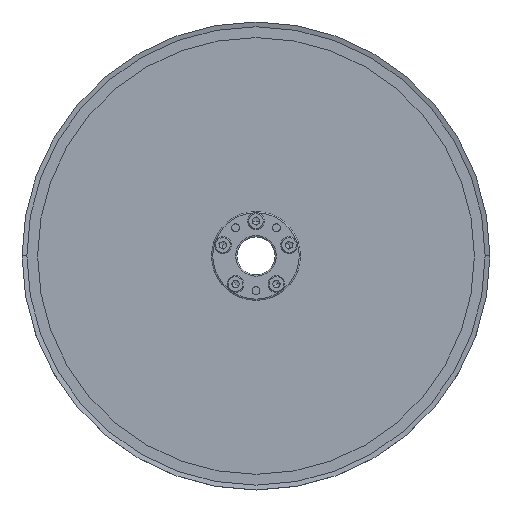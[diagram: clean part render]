
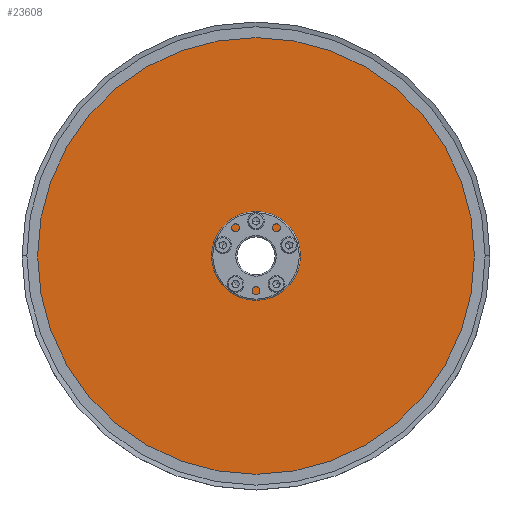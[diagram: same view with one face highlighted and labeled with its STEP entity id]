
A CAD part, top view. The second image highlights one B-rep face of the part: STEP entity #23608.
In plain terms, the highlighted planar face has unit normal (0, 0, 1).
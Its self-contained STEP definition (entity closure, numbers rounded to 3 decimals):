
#12 = VERTEX_POINT ( 'NONE', #19380 ) ;
#339 = CIRCLE ( 'NONE', #14031, 1.65 ) ;
#373 = ORIENTED_EDGE ( 'NONE', *, *, #17418, .F. ) ;
#592 = VERTEX_POINT ( 'NONE', #10569 ) ;
#853 = DIRECTION ( 'NONE',  ( 0., 0., 1. ) ) ;
#1043 = CARTESIAN_POINT ( 'NONE',  ( 0., 0., 22. ) ) ;
#1527 = ORIENTED_EDGE ( 'NONE', *, *, #26785, .F. ) ;
#2029 = CIRCLE ( 'NONE', #25527, 1.65 ) ;
#2064 = AXIS2_PLACEMENT_3D ( 'NONE', #19784, #17704, #20195 ) ;
#2177 = DIRECTION ( 'NONE',  ( 1., 0., 0. ) ) ;
#2266 = AXIS2_PLACEMENT_3D ( 'NONE', #17114, #19053, #23501 ) ;
#2586 = DIRECTION ( 'NONE',  ( 1., 0., 0. ) ) ;
#2757 = CARTESIAN_POINT ( 'NONE',  ( 9.237, 0., 22. ) ) ;
#2941 = PLANE ( 'NONE',  #21674 ) ;
#2966 = EDGE_LOOP ( 'NONE', ( #25299, #21420 ) ) ;
#3043 = DIRECTION ( 'NONE',  ( 1., 0., 0. ) ) ;
#3145 = VERTEX_POINT ( 'NONE', #14499 ) ;
#3513 = DIRECTION ( 'NONE',  ( 0., 0., 1. ) ) ;
#3856 = CARTESIAN_POINT ( 'NONE',  ( 0., 0., 22. ) ) ;
#4117 = DIRECTION ( 'NONE',  ( 1., 0., 0. ) ) ;
#4153 = CIRCLE ( 'NONE', #11221, 1.65 ) ;
#4252 = CARTESIAN_POINT ( 'NONE',  ( -8.523, -11.731, 22. ) ) ;
#4677 = DIRECTION ( 'NONE',  ( 0., 0., 1. ) ) ;
#4915 = DIRECTION ( 'NONE',  ( 0., 0., 1. ) ) ;
#5021 = FACE_BOUND ( 'NONE', #2966, .T. ) ;
#5249 = CARTESIAN_POINT ( 'NONE',  ( -91., 0., 22. ) ) ;
#5512 = CIRCLE ( 'NONE', #7713, 1.65 ) ;
#5603 = CARTESIAN_POINT ( 'NONE',  ( 8.523, -11.731, 22. ) ) ;
#5844 = EDGE_LOOP ( 'NONE', ( #13510, #9751 ) ) ;
#5975 = CARTESIAN_POINT ( 'NONE',  ( 0., 14.5, 22. ) ) ;
#6185 = CARTESIAN_POINT ( 'NONE',  ( -9.237, 0., 22. ) ) ;
#6283 = CIRCLE ( 'NONE', #19110, 9.237 ) ;
#6410 = CARTESIAN_POINT ( 'NONE',  ( 13.79, 4.481, 22. ) ) ;
#6523 = CIRCLE ( 'NONE', #2064, 9.237 ) ;
#6833 = DIRECTION ( 'NONE',  ( 1., 0., 0. ) ) ;
#6945 = CARTESIAN_POINT ( 'NONE',  ( -13.79, 4.481, 22. ) ) ;
#7214 = EDGE_LOOP ( 'NONE', ( #19806, #20234 ) ) ;
#7376 = FACE_OUTER_BOUND ( 'NONE', #11357, .T. ) ;
#7588 = CIRCLE ( 'NONE', #26223, 1.65 ) ;
#7713 = AXIS2_PLACEMENT_3D ( 'NONE', #10407, #21053, #21469 ) ;
#7947 = ORIENTED_EDGE ( 'NONE', *, *, #20184, .T. ) ;
#8912 = CIRCLE ( 'NONE', #2266, 1.65 ) ;
#8955 = DIRECTION ( 'NONE',  ( 0., 0., 1. ) ) ;
#9139 = VERTEX_POINT ( 'NONE', #23005 ) ;
#9394 = VERTEX_POINT ( 'NONE', #9907 ) ;
#9685 = CARTESIAN_POINT ( 'NONE',  ( -12.14, 4.481, 22. ) ) ;
#9712 = DIRECTION ( 'NONE',  ( 1., 0., 0. ) ) ;
#9751 = ORIENTED_EDGE ( 'NONE', *, *, #14619, .F. ) ;
#9907 = CARTESIAN_POINT ( 'NONE',  ( -10.173, -11.731, 22. ) ) ;
#10047 = VERTEX_POINT ( 'NONE', #5249 ) ;
#10175 = EDGE_CURVE ( 'NONE', #16049, #10047, #14929, .T. ) ;
#10407 = CARTESIAN_POINT ( 'NONE',  ( 0., 14.5, 22. ) ) ;
#10569 = CARTESIAN_POINT ( 'NONE',  ( -1.65, 14.5, 22. ) ) ;
#10961 = ORIENTED_EDGE ( 'NONE', *, *, #26559, .F. ) ;
#11105 = CARTESIAN_POINT ( 'NONE',  ( -15.44, 4.481, 22. ) ) ;
#11221 = AXIS2_PLACEMENT_3D ( 'NONE', #6410, #14998, #21853 ) ;
#11357 = EDGE_LOOP ( 'NONE', ( #21692, #7947 ) ) ;
#11603 = DIRECTION ( 'NONE',  ( 1., 0., 0. ) ) ;
#11919 = CARTESIAN_POINT ( 'NONE',  ( 91., 0., 22. ) ) ;
#12063 = DIRECTION ( 'NONE',  ( 0., 0., 1. ) ) ;
#13043 = DIRECTION ( 'NONE',  ( 1., 0., 0. ) ) ;
#13335 = CARTESIAN_POINT ( 'NONE',  ( -1.058, 47.298, 22. ) ) ;
#13474 = FACE_BOUND ( 'NONE', #25111, .T. ) ;
#13510 = ORIENTED_EDGE ( 'NONE', *, *, #21381, .F. ) ;
#13608 = VERTEX_POINT ( 'NONE', #24808 ) ;
#13679 = CARTESIAN_POINT ( 'NONE',  ( 13.79, 4.481, 22. ) ) ;
#13686 = EDGE_LOOP ( 'NONE', ( #27024, #373 ) ) ;
#13738 = FACE_BOUND ( 'NONE', #23566, .T. ) ;
#13846 = AXIS2_PLACEMENT_3D ( 'NONE', #4252, #23102, #4117 ) ;
#14031 = AXIS2_PLACEMENT_3D ( 'NONE', #23653, #4677, #2586 ) ;
#14413 = EDGE_CURVE ( 'NONE', #23855, #3145, #14570, .T. ) ;
#14499 = CARTESIAN_POINT ( 'NONE',  ( 10.173, -11.731, 22. ) ) ;
#14570 = CIRCLE ( 'NONE', #17203, 1.65 ) ;
#14619 = EDGE_CURVE ( 'NONE', #20506, #18916, #7588, .T. ) ;
#14659 = EDGE_CURVE ( 'NONE', #21031, #22896, #6283, .T. ) ;
#14929 = CIRCLE ( 'NONE', #21103, 91. ) ;
#14998 = DIRECTION ( 'NONE',  ( 0., 0., 1. ) ) ;
#15054 = ORIENTED_EDGE ( 'NONE', *, *, #15434, .F. ) ;
#15434 = EDGE_CURVE ( 'NONE', #9139, #9394, #25813, .T. ) ;
#15529 = DIRECTION ( 'NONE',  ( -1., 0., 0. ) ) ;
#15554 = FACE_BOUND ( 'NONE', #5844, .T. ) ;
#15647 = AXIS2_PLACEMENT_3D ( 'NONE', #5975, #12063, #9712 ) ;
#15823 = FACE_BOUND ( 'NONE', #13686, .T. ) ;
#15837 = EDGE_CURVE ( 'NONE', #12, #592, #16516, .T. ) ;
#16049 = VERTEX_POINT ( 'NONE', #11919 ) ;
#16086 = ORIENTED_EDGE ( 'NONE', *, *, #18297, .F. ) ;
#16516 = CIRCLE ( 'NONE', #15647, 1.65 ) ;
#17114 = CARTESIAN_POINT ( 'NONE',  ( 8.523, -11.731, 22. ) ) ;
#17203 = AXIS2_PLACEMENT_3D ( 'NONE', #5603, #3513, #13043 ) ;
#17418 = EDGE_CURVE ( 'NONE', #592, #12, #5512, .T. ) ;
#17565 = CARTESIAN_POINT ( 'NONE',  ( 6.873, -11.731, 22. ) ) ;
#17640 = DIRECTION ( 'NONE',  ( 1., 0., 0. ) ) ;
#17704 = DIRECTION ( 'NONE',  ( 0., 0., -1. ) ) ;
#18297 = EDGE_CURVE ( 'NONE', #9394, #9139, #2029, .T. ) ;
#18916 = VERTEX_POINT ( 'NONE', #9685 ) ;
#19053 = DIRECTION ( 'NONE',  ( 0., 0., 1. ) ) ;
#19110 = AXIS2_PLACEMENT_3D ( 'NONE', #23986, #26075, #15529 ) ;
#19380 = CARTESIAN_POINT ( 'NONE',  ( 1.65, 14.5, 22. ) ) ;
#19784 = CARTESIAN_POINT ( 'NONE',  ( 0., 0., 22. ) ) ;
#19806 = ORIENTED_EDGE ( 'NONE', *, *, #24420, .F. ) ;
#19973 = CARTESIAN_POINT ( 'NONE',  ( 15.44, 4.481, 22. ) ) ;
#20074 = AXIS2_PLACEMENT_3D ( 'NONE', #13679, #22124, #11603 ) ;
#20184 = EDGE_CURVE ( 'NONE', #10047, #16049, #22932, .T. ) ;
#20195 = DIRECTION ( 'NONE',  ( -1., 0., 0. ) ) ;
#20234 = ORIENTED_EDGE ( 'NONE', *, *, #14413, .F. ) ;
#20506 = VERTEX_POINT ( 'NONE', #11105 ) ;
#21031 = VERTEX_POINT ( 'NONE', #2757 ) ;
#21053 = DIRECTION ( 'NONE',  ( 0., 0., 1. ) ) ;
#21103 = AXIS2_PLACEMENT_3D ( 'NONE', #3856, #21299, #2177 ) ;
#21141 = EDGE_CURVE ( 'NONE', #22896, #21031, #6523, .T. ) ;
#21299 = DIRECTION ( 'NONE',  ( 0., 0., 1. ) ) ;
#21381 = EDGE_CURVE ( 'NONE', #18916, #20506, #339, .T. ) ;
#21394 = CIRCLE ( 'NONE', #20074, 1.65 ) ;
#21420 = ORIENTED_EDGE ( 'NONE', *, *, #14659, .T. ) ;
#21469 = DIRECTION ( 'NONE',  ( 1., 0., 0. ) ) ;
#21674 = AXIS2_PLACEMENT_3D ( 'NONE', #13335, #853, #6833 ) ;
#21692 = ORIENTED_EDGE ( 'NONE', *, *, #10175, .T. ) ;
#21824 = DIRECTION ( 'NONE',  ( 1., 0., 0. ) ) ;
#21853 = DIRECTION ( 'NONE',  ( 1., 0., 0. ) ) ;
#22041 = AXIS2_PLACEMENT_3D ( 'NONE', #1043, #8955, #21824 ) ;
#22124 = DIRECTION ( 'NONE',  ( 0., 0., 1. ) ) ;
#22166 = DIRECTION ( 'NONE',  ( 0., 0., 1. ) ) ;
#22896 = VERTEX_POINT ( 'NONE', #6185 ) ;
#22932 = CIRCLE ( 'NONE', #22041, 91. ) ;
#23005 = CARTESIAN_POINT ( 'NONE',  ( -6.873, -11.731, 22. ) ) ;
#23102 = DIRECTION ( 'NONE',  ( 0., 0., 1. ) ) ;
#23501 = DIRECTION ( 'NONE',  ( 1., 0., 0. ) ) ;
#23566 = EDGE_LOOP ( 'NONE', ( #1527, #10961 ) ) ;
#23608 = ADVANCED_FACE ( 'NONE', ( #15554, #13474, #26246, #13738, #15823, #5021, #7376 ), #2941, .T. ) ;
#23653 = CARTESIAN_POINT ( 'NONE',  ( -13.79, 4.481, 22. ) ) ;
#23855 = VERTEX_POINT ( 'NONE', #17565 ) ;
#23986 = CARTESIAN_POINT ( 'NONE',  ( 0., 0., 22. ) ) ;
#24420 = EDGE_CURVE ( 'NONE', #3145, #23855, #8912, .T. ) ;
#24808 = CARTESIAN_POINT ( 'NONE',  ( 12.14, 4.481, 22. ) ) ;
#25111 = EDGE_LOOP ( 'NONE', ( #15054, #16086 ) ) ;
#25299 = ORIENTED_EDGE ( 'NONE', *, *, #21141, .T. ) ;
#25527 = AXIS2_PLACEMENT_3D ( 'NONE', #25864, #4915, #17640 ) ;
#25813 = CIRCLE ( 'NONE', #13846, 1.65 ) ;
#25864 = CARTESIAN_POINT ( 'NONE',  ( -8.523, -11.731, 22. ) ) ;
#26075 = DIRECTION ( 'NONE',  ( 0., 0., -1. ) ) ;
#26215 = VERTEX_POINT ( 'NONE', #19973 ) ;
#26223 = AXIS2_PLACEMENT_3D ( 'NONE', #6945, #22166, #3043 ) ;
#26246 = FACE_BOUND ( 'NONE', #7214, .T. ) ;
#26559 = EDGE_CURVE ( 'NONE', #13608, #26215, #4153, .T. ) ;
#26785 = EDGE_CURVE ( 'NONE', #26215, #13608, #21394, .T. ) ;
#27024 = ORIENTED_EDGE ( 'NONE', *, *, #15837, .F. ) ;
